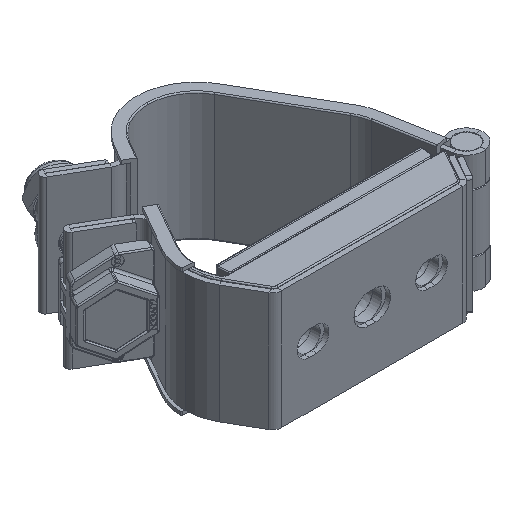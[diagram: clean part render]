
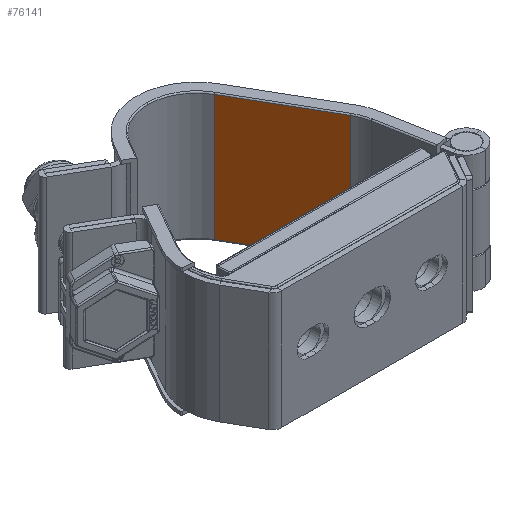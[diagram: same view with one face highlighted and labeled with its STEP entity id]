
A CAD part, isometric view. The second image highlights one B-rep face of the part: STEP entity #76141.
In plain terms, the highlighted planar face has unit normal (-0.866, -0.5, 0).
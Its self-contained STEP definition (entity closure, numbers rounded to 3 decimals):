
#301 = VECTOR ( 'NONE', #13191, 1000. ) ;
#2011 = EDGE_LOOP ( 'NONE', ( #111059, #119263, #114952, #13108 ) ) ;
#3914 = VERTEX_POINT ( 'NONE', #82020 ) ;
#5437 = LINE ( 'NONE', #125690, #120217 ) ;
#7851 = CARTESIAN_POINT ( 'NONE',  ( 17.793, 67.482, 26.5 ) ) ;
#12448 = LINE ( 'NONE', #115411, #61078 ) ;
#12739 = CARTESIAN_POINT ( 'NONE',  ( 17.793, 67.482, -27. ) ) ;
#12740 = CARTESIAN_POINT ( 'NONE',  ( 17.793, 67.482, -26.5 ) ) ;
#13108 = ORIENTED_EDGE ( 'NONE', *, *, #103560, .T. ) ;
#13191 = DIRECTION ( 'NONE',  ( 0., 0., 1. ) ) ;
#15436 = DIRECTION ( 'NONE',  ( -0.866, -0.5, 0. ) ) ;
#16509 = FACE_OUTER_BOUND ( 'NONE', #2011, .T. ) ;
#20140 = EDGE_CURVE ( 'NONE', #92688, #3914, #72813, .T. ) ;
#22602 = DIRECTION ( 'NONE',  ( -0.5, 0.866, 0. ) ) ;
#24343 = EDGE_CURVE ( 'NONE', #3914, #69156, #12448, .T. ) ;
#25410 = DIRECTION ( 'NONE',  ( 0.5, -0.866, 0. ) ) ;
#43069 = PLANE ( 'NONE',  #52727 ) ;
#52727 = AXIS2_PLACEMENT_3D ( 'NONE', #98255, #15436, #25410 ) ;
#61078 = VECTOR ( 'NONE', #63522, 1000. ) ;
#63522 = DIRECTION ( 'NONE',  ( 0., 0., 1. ) ) ;
#69156 = VERTEX_POINT ( 'NONE', #74154 ) ;
#72813 = LINE ( 'NONE', #85623, #124516 ) ;
#74154 = CARTESIAN_POINT ( 'NONE',  ( 38.793, 31.109, 26.5 ) ) ;
#75981 = VERTEX_POINT ( 'NONE', #7851 ) ;
#76141 = ADVANCED_FACE ( 'NONE', ( #16509 ), #43069, .T. ) ;
#82020 = CARTESIAN_POINT ( 'NONE',  ( 38.793, 31.109, -26.5 ) ) ;
#85623 = CARTESIAN_POINT ( 'NONE',  ( 17.793, 67.482, -26.5 ) ) ;
#86103 = LINE ( 'NONE', #12739, #301 ) ;
#87850 = DIRECTION ( 'NONE',  ( 0.5, -0.866, 0. ) ) ;
#92688 = VERTEX_POINT ( 'NONE', #12740 ) ;
#98255 = CARTESIAN_POINT ( 'NONE',  ( 17.793, 67.482, -27. ) ) ;
#103560 = EDGE_CURVE ( 'NONE', #69156, #75981, #5437, .T. ) ;
#108739 = EDGE_CURVE ( 'NONE', #92688, #75981, #86103, .T. ) ;
#111059 = ORIENTED_EDGE ( 'NONE', *, *, #108739, .F. ) ;
#114952 = ORIENTED_EDGE ( 'NONE', *, *, #24343, .T. ) ;
#115411 = CARTESIAN_POINT ( 'NONE',  ( 38.793, 31.109, -27. ) ) ;
#119263 = ORIENTED_EDGE ( 'NONE', *, *, #20140, .T. ) ;
#120217 = VECTOR ( 'NONE', #22602, 1000. ) ;
#124516 = VECTOR ( 'NONE', #87850, 1000. ) ;
#125690 = CARTESIAN_POINT ( 'NONE',  ( 17.793, 67.482, 26.5 ) ) ;
